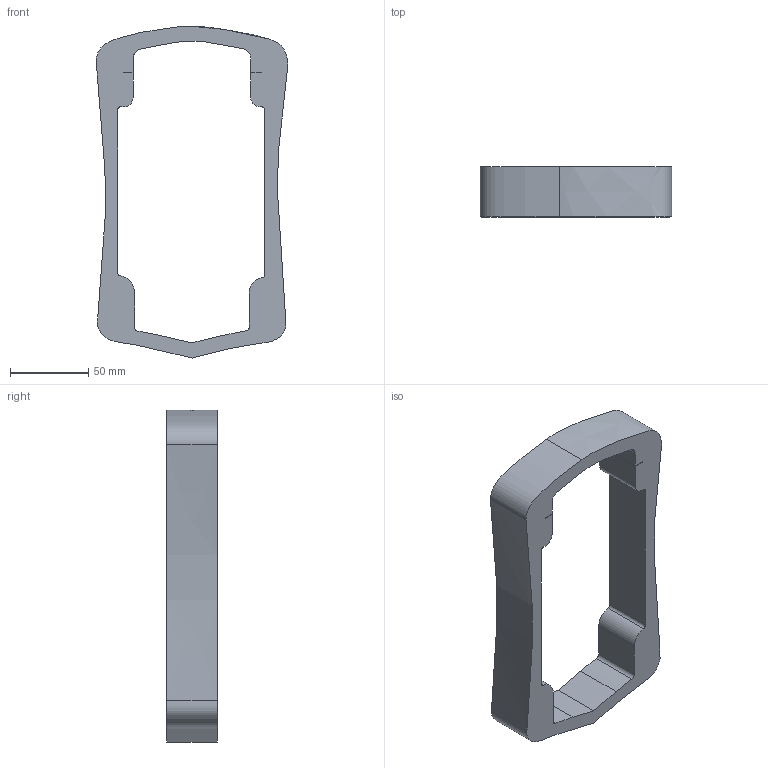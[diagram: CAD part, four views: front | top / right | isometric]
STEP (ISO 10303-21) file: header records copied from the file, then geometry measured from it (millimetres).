
FILE_DESCRIPTION(/* description */ (''),/* implementation_level */ '2;1');
FILE_NAME(/* name */ 'box alu vesc v22.step',/* time_stamp */ '2022-01-21T13:14:50+04:00',/* author */ (''),/* organization */ (''),/* preprocessor_version */ 'ST-DEVELOPER v18.1',/* originating_system */ 'Autodesk Translation Framework v10.13.0.1454',/* authorisation */ '');
FILE_SCHEMA (('AUTOMOTIVE_DESIGN { 1 0 10303 214 3 1 1 }'));
Length unit declared in the file: millimetre
Products named in the file (1): CAM Root
Bounding box: 122.1 x 32 x 211.49 mm (x, y, z)
Volume: 226187.9 mm3; surface area: 51262.6 mm2
Topology: 1 solids, 1 shells, 40 faces, 114 edges, 76 vertices
Faces by surface type: plane 17, cylinder 14, bspline 9
Entity records: 4302 total; most frequent: CARTESIAN_POINT 3275, ORIENTED_EDGE 228, DIRECTION 182, EDGE_CURVE 114, VERTEX_POINT 76, LINE 62, VECTOR 62, AXIS2_PLACEMENT_3D 60
